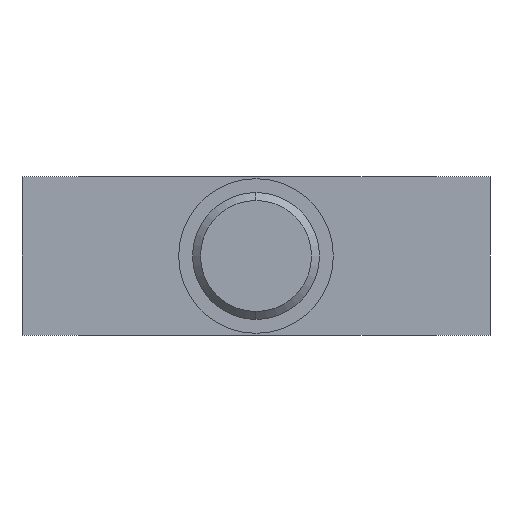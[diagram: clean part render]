
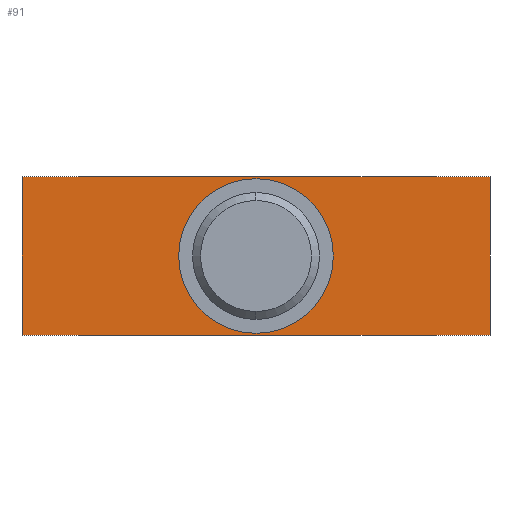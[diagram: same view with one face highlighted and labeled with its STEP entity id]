
A CAD part, left-side view. The second image highlights one B-rep face of the part: STEP entity #91.
In plain terms, the highlighted planar face has unit normal (-1, 0, 0).
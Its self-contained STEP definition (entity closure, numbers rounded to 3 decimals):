
#91 = ADVANCED_FACE ( 'NONE', ( #2178, #2183 ), #535, .F. ) ;
#168 = VERTEX_POINT ( 'NONE', #197 ) ;
#175 = CARTESIAN_POINT ( 'NONE',  ( -29.5, -29.5, -10. ) ) ;
#186 = CARTESIAN_POINT ( 'NONE',  ( -29.5, 29.5, -10. ) ) ;
#192 = VERTEX_POINT ( 'NONE', #546 ) ;
#197 = CARTESIAN_POINT ( 'NONE',  ( -29.5, -29.5, 10. ) ) ;
#232 = VERTEX_POINT ( 'NONE', #553 ) ;
#234 = CARTESIAN_POINT ( 'NONE',  ( -29.5, 0., -9.75 ) ) ;
#250 = VERTEX_POINT ( 'NONE', #186 ) ;
#436 = DIRECTION ( 'NONE',  ( 0., 1., 0. ) ) ;
#452 = VERTEX_POINT ( 'NONE', #175 ) ;
#534 = CARTESIAN_POINT ( 'NONE',  ( -29.5, 29.5, 10. ) ) ;
#535 = PLANE ( 'NONE',  #1240 ) ;
#541 = DIRECTION ( 'NONE',  ( 1., 0., 0. ) ) ;
#546 = CARTESIAN_POINT ( 'NONE',  ( -29.5, 29.5, 10. ) ) ;
#553 = CARTESIAN_POINT ( 'NONE',  ( -29.5, 0., 9.75 ) ) ;
#557 = VERTEX_POINT ( 'NONE', #234 ) ;
#634 = CIRCLE ( 'NONE', #1294, 9.75 ) ;
#654 = DIRECTION ( 'NONE',  ( 0., 1., 0. ) ) ;
#657 = CARTESIAN_POINT ( 'NONE',  ( -29.5, 0., 0. ) ) ;
#732 = DIRECTION ( 'NONE',  ( -1., 0., 0. ) ) ;
#955 = ORIENTED_EDGE ( 'NONE', *, *, #1301, .T. ) ;
#958 = ORIENTED_EDGE ( 'NONE', *, *, #1315, .T. ) ;
#974 = ORIENTED_EDGE ( 'NONE', *, *, #1376, .F. ) ;
#1071 = ORIENTED_EDGE ( 'NONE', *, *, #1355, .F. ) ;
#1107 = EDGE_LOOP ( 'NONE', ( #955, #974, #1071, #958 ) ) ;
#1124 = ORIENTED_EDGE ( 'NONE', *, *, #1349, .F. ) ;
#1151 = ORIENTED_EDGE ( 'NONE', *, *, #1468, .F. ) ;
#1183 = EDGE_LOOP ( 'NONE', ( #1124, #1151 ) ) ;
#1240 = AXIS2_PLACEMENT_3D ( 'NONE', #534, #541, #436 ) ;
#1294 = AXIS2_PLACEMENT_3D ( 'NONE', #657, #732, #654 ) ;
#1301 = EDGE_CURVE ( 'NONE', #250, #452, #1516, .T. ) ;
#1315 = EDGE_CURVE ( 'NONE', #192, #250, #1506, .T. ) ;
#1320 = AXIS2_PLACEMENT_3D ( 'NONE', #1591, #1646, #1742 ) ;
#1349 = EDGE_CURVE ( 'NONE', #557, #232, #1526, .T. ) ;
#1355 = EDGE_CURVE ( 'NONE', #192, #168, #1481, .T. ) ;
#1376 = EDGE_CURVE ( 'NONE', #168, #452, #1486, .T. ) ;
#1468 = EDGE_CURVE ( 'NONE', #232, #557, #634, .T. ) ;
#1474 = VECTOR ( 'NONE', #1782, 1000. ) ;
#1481 = LINE ( 'NONE', #1670, #1474 ) ;
#1484 = VECTOR ( 'NONE', #1594, 1000. ) ;
#1486 = LINE ( 'NONE', #1816, #1484 ) ;
#1503 = VECTOR ( 'NONE', #1834, 1000. ) ;
#1506 = LINE ( 'NONE', #1555, #1503 ) ;
#1510 = VECTOR ( 'NONE', #1833, 1000. ) ;
#1516 = LINE ( 'NONE', #1548, #1510 ) ;
#1526 = CIRCLE ( 'NONE', #1320, 9.75 ) ;
#1548 = CARTESIAN_POINT ( 'NONE',  ( -29.5, 29.5, -10. ) ) ;
#1555 = CARTESIAN_POINT ( 'NONE',  ( -29.5, 29.5, 10. ) ) ;
#1591 = CARTESIAN_POINT ( 'NONE',  ( -29.5, 0., 0. ) ) ;
#1594 = DIRECTION ( 'NONE',  ( 0., 0., -1. ) ) ;
#1646 = DIRECTION ( 'NONE',  ( -1., 0., 0. ) ) ;
#1670 = CARTESIAN_POINT ( 'NONE',  ( -29.5, 29.5, 10. ) ) ;
#1742 = DIRECTION ( 'NONE',  ( 0., 1., 0. ) ) ;
#1782 = DIRECTION ( 'NONE',  ( 0., -1., 0. ) ) ;
#1816 = CARTESIAN_POINT ( 'NONE',  ( -29.5, -29.5, 10. ) ) ;
#1833 = DIRECTION ( 'NONE',  ( 0., -1., 0. ) ) ;
#1834 = DIRECTION ( 'NONE',  ( 0., 0., -1. ) ) ;
#2178 = FACE_OUTER_BOUND ( 'NONE', #1107, .T. ) ;
#2183 = FACE_BOUND ( 'NONE', #1183, .T. ) ;
